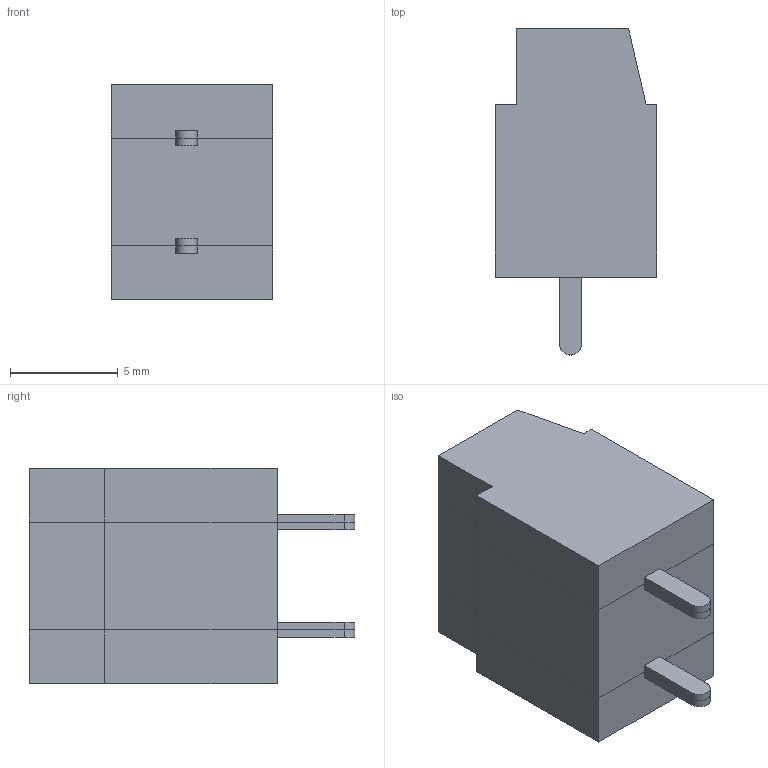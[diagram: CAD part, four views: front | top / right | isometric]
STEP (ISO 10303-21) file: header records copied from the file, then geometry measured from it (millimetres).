
FILE_DESCRIPTION(/* description */ (''),/* implementation_level */ '2;1');
FILE_NAME(/* name */ 'BORNIE~1',/* time_stamp */ '2020-09-14T13:35:01+02:00',/* author */ (''),/* organization */ (''),/* preprocessor_version */ 'ST-DEVELOPER v15',/* originating_system */ '',/* authorisation */ '');
FILE_SCHEMA (('AUTOMOTIVE_DESIGN'));
Length unit declared in the file: millimetre
Products named in the file (4): Assem1; MRT12P5_SX; MRT12P5_CNT; MRT12P5_DX
Assembly tree (3 placements, depth 2):
  Assem1
    MRT12P5_SX
    MRT12P5_CNT
    MRT12P5_DX
Bounding box: 7.5 x 15.1 x 10 mm (x, y, z)
Volume: 565.6 mm3; surface area: 1449.3 mm2
Topology: 3 solids, 3 shells, 236 faces, 726 edges, 476 vertices
Faces by surface type: plane 182, bspline 54
Entity records: 7939 total; most frequent: CARTESIAN_POINT 3302, ORIENTED_EDGE 1452, EDGE_CURVE 726, B_SPLINE_CURVE_WITH_KNOTS 600, VERTEX_POINT 476, EDGE_LOOP 244, ADVANCED_FACE 236, FACE_OUTER_BOUND 236
